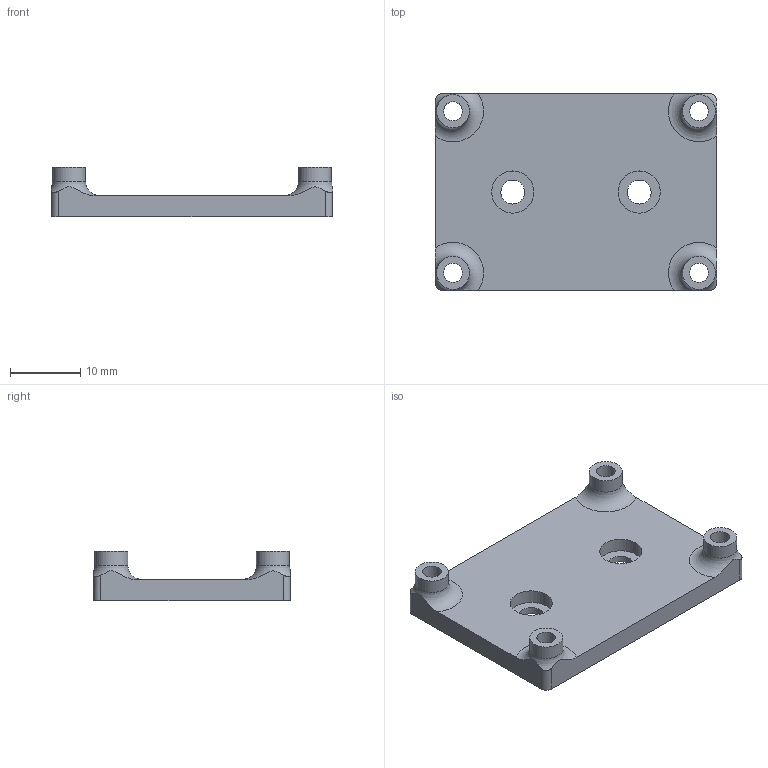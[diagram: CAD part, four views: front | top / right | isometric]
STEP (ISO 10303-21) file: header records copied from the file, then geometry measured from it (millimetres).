
FILE_DESCRIPTION(/* description */ ('','CAx-IF Rec.Pracs.---Representation and Presentation of Product Manufacturing Information (PMI)---4.0---2014-10-13'),/* implementation_level */ '2;1');
FILE_NAME(/* name */ 'MCP2515 CAN DIN Mount.step',/* time_stamp */ '2024-12-31T04:41:01+09:00',/* author */ (''),/* organization */ (''),/* preprocessor_version */ 'ST-DEVELOPER v20',/* originating_system */ 'Autodesk Translation Framework v13.20.0.188',/* authorisation */ '');
FILE_SCHEMA (('AP242_MANAGED_MODEL_BASED_3D_ENGINEERING_MIM_LF { 1 0 10303 442 1 1 4 }'));
Length unit declared in the file: millimetre
Products named in the file (2): MCP2515 CAN_SPI; MCP2515 DIN Mount
Assembly tree (1 placements, depth 2):
  MCP2515 CAN_SPI
    MCP2515 DIN Mount
Bounding box: 40 x 28.02 x 7 mm (x, y, z)
Volume: 3388.4 mm3; surface area: 3105.3 mm2
Topology: 1 solids, 1 shells, 32 faces, 80 edges, 52 vertices
Faces by surface type: cylinder 16, plane 12, torus 4
Full cylindrical faces by diameter (mm): 2.7 x4, 3.4 x2, 4.7 x4, 6 x2
Entity records: 1209 total; most frequent: CARTESIAN_POINT 357, DIRECTION 174, ORIENTED_EDGE 160, EDGE_CURVE 80, AXIS2_PLACEMENT_3D 73, VERTEX_POINT 52, EDGE_LOOP 46, CIRCLE 38
